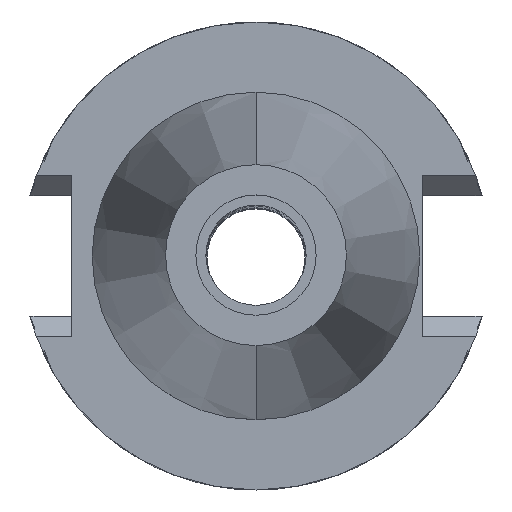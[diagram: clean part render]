
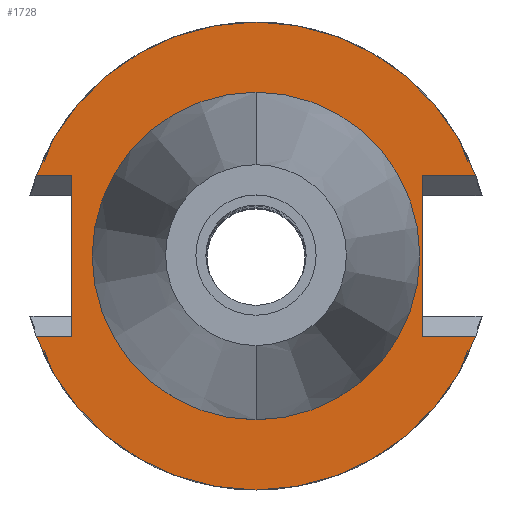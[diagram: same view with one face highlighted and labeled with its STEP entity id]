
A CAD part, top view. The second image highlights one B-rep face of the part: STEP entity #1728.
In plain terms, the highlighted planar face has unit normal (0, 0, 1).
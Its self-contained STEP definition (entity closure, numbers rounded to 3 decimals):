
#10 = EDGE_CURVE ( 'NONE', #1035, #2472, #235, .T. ) ;
#62 = CARTESIAN_POINT ( 'NONE',  ( 0., 22.225, -1. ) ) ;
#85 = CARTESIAN_POINT ( 'NONE',  ( 0., 0., -1. ) ) ;
#96 = CARTESIAN_POINT ( 'NONE',  ( 22.57, 10.89, -1. ) ) ;
#113 = CARTESIAN_POINT ( 'NONE',  ( 0., 0., -1. ) ) ;
#124 = ORIENTED_EDGE ( 'NONE', *, *, #1646, .T. ) ;
#235 = LINE ( 'NONE', #1729, #358 ) ;
#290 = CARTESIAN_POINT ( 'NONE',  ( 0., 0., -1. ) ) ;
#343 = CARTESIAN_POINT ( 'NONE',  ( 29.824, 10.89, -1. ) ) ;
#345 = ORIENTED_EDGE ( 'NONE', *, *, #3186, .F. ) ;
#346 = CARTESIAN_POINT ( 'NONE',  ( 22.57, -10.89, -1. ) ) ;
#356 = LINE ( 'NONE', #2436, #1917 ) ;
#358 = VECTOR ( 'NONE', #452, 1000. ) ;
#389 = DIRECTION ( 'NONE',  ( 0., 1., 0. ) ) ;
#452 = DIRECTION ( 'NONE',  ( 0., -1., 0. ) ) ;
#454 = AXIS2_PLACEMENT_3D ( 'NONE', #85, #819, #389 ) ;
#457 = EDGE_CURVE ( 'NONE', #2472, #2430, #356, .T. ) ;
#500 = CARTESIAN_POINT ( 'NONE',  ( -24.98, 10.89, -1. ) ) ;
#560 = LINE ( 'NONE', #1836, #2764 ) ;
#604 = EDGE_CURVE ( 'NONE', #2430, #687, #2520, .T. ) ;
#628 = EDGE_CURVE ( 'NONE', #1656, #2614, #1344, .T. ) ;
#687 = VERTEX_POINT ( 'NONE', #1960 ) ;
#695 = CARTESIAN_POINT ( 'NONE',  ( 0., 0., -1. ) ) ;
#713 = EDGE_CURVE ( 'NONE', #2859, #2474, #758, .T. ) ;
#758 = LINE ( 'NONE', #2261, #2085 ) ;
#819 = DIRECTION ( 'NONE',  ( 0., 0., -1. ) ) ;
#830 = ORIENTED_EDGE ( 'NONE', *, *, #2146, .T. ) ;
#970 = VERTEX_POINT ( 'NONE', #1653 ) ;
#1006 = DIRECTION ( 'NONE',  ( -1., 0., 0. ) ) ;
#1035 = VERTEX_POINT ( 'NONE', #96 ) ;
#1038 = EDGE_CURVE ( 'NONE', #2614, #1656, #1285, .T. ) ;
#1229 = CARTESIAN_POINT ( 'NONE',  ( -24.98, 10.89, -1. ) ) ;
#1238 = DIRECTION ( 'NONE',  ( 0., 1., 0. ) ) ;
#1240 = AXIS2_PLACEMENT_3D ( 'NONE', #695, #1473, #1757 ) ;
#1247 = AXIS2_PLACEMENT_3D ( 'NONE', #1711, #3000, #1238 ) ;
#1285 = CIRCLE ( 'NONE', #2283, 22.225 ) ;
#1327 = FACE_OUTER_BOUND ( 'NONE', #1954, .T. ) ;
#1338 = CARTESIAN_POINT ( 'NONE',  ( -24.98, -10.89, -1. ) ) ;
#1341 = ORIENTED_EDGE ( 'NONE', *, *, #10, .F. ) ;
#1344 = CIRCLE ( 'NONE', #1247, 22.225 ) ;
#1368 = CARTESIAN_POINT ( 'NONE',  ( 29.824, -10.89, -1. ) ) ;
#1473 = DIRECTION ( 'NONE',  ( 0., 0., -1. ) ) ;
#1528 = PLANE ( 'NONE',  #3194 ) ;
#1557 = DIRECTION ( 'NONE',  ( -1., 0., 0. ) ) ;
#1594 = FACE_BOUND ( 'NONE', #1935, .T. ) ;
#1614 = DIRECTION ( 'NONE',  ( 0., -1., 0. ) ) ;
#1635 = ORIENTED_EDGE ( 'NONE', *, *, #628, .F. ) ;
#1646 = EDGE_CURVE ( 'NONE', #970, #687, #1838, .T. ) ;
#1653 = CARTESIAN_POINT ( 'NONE',  ( -24.98, -10.89, -1. ) ) ;
#1656 = VERTEX_POINT ( 'NONE', #62 ) ;
#1711 = CARTESIAN_POINT ( 'NONE',  ( 0., 0., -1. ) ) ;
#1728 = ADVANCED_FACE ( 'NONE', ( #1327, #1594 ), #1528, .F. ) ;
#1729 = CARTESIAN_POINT ( 'NONE',  ( 22.57, 10.89, -1. ) ) ;
#1738 = VECTOR ( 'NONE', #2443, 1000. ) ;
#1757 = DIRECTION ( 'NONE',  ( 0., -1., 0. ) ) ;
#1836 = CARTESIAN_POINT ( 'NONE',  ( 22.57, 10.89, -1. ) ) ;
#1838 = LINE ( 'NONE', #1338, #2008 ) ;
#1907 = CARTESIAN_POINT ( 'NONE',  ( -29.824, 10.89, -1. ) ) ;
#1917 = VECTOR ( 'NONE', #2418, 1000. ) ;
#1935 = EDGE_LOOP ( 'NONE', ( #1635, #2435 ) ) ;
#1954 = EDGE_LOOP ( 'NONE', ( #830, #345, #2785, #2961, #124, #2327, #3113, #1341 ) ) ;
#1960 = CARTESIAN_POINT ( 'NONE',  ( -29.824, -10.89, -1. ) ) ;
#2008 = VECTOR ( 'NONE', #1557, 1000. ) ;
#2023 = DIRECTION ( 'NONE',  ( 1., 0., 0. ) ) ;
#2071 = DIRECTION ( 'NONE',  ( 0., 0., -1. ) ) ;
#2085 = VECTOR ( 'NONE', #1006, 1000. ) ;
#2146 = EDGE_CURVE ( 'NONE', #1035, #2361, #560, .T. ) ;
#2261 = CARTESIAN_POINT ( 'NONE',  ( -24.98, 10.89, -1. ) ) ;
#2283 = AXIS2_PLACEMENT_3D ( 'NONE', #113, #3215, #1614 ) ;
#2327 = ORIENTED_EDGE ( 'NONE', *, *, #604, .F. ) ;
#2361 = VERTEX_POINT ( 'NONE', #343 ) ;
#2418 = DIRECTION ( 'NONE',  ( 1., 0., 0. ) ) ;
#2430 = VERTEX_POINT ( 'NONE', #1368 ) ;
#2435 = ORIENTED_EDGE ( 'NONE', *, *, #1038, .F. ) ;
#2436 = CARTESIAN_POINT ( 'NONE',  ( 22.57, -10.89, -1. ) ) ;
#2443 = DIRECTION ( 'NONE',  ( 0., -1., 0. ) ) ;
#2466 = CIRCLE ( 'NONE', #454, 31.75 ) ;
#2472 = VERTEX_POINT ( 'NONE', #346 ) ;
#2474 = VERTEX_POINT ( 'NONE', #1907 ) ;
#2520 = CIRCLE ( 'NONE', #1240, 31.75 ) ;
#2614 = VERTEX_POINT ( 'NONE', #2950 ) ;
#2704 = EDGE_CURVE ( 'NONE', #2859, #970, #3291, .T. ) ;
#2764 = VECTOR ( 'NONE', #2023, 1000. ) ;
#2785 = ORIENTED_EDGE ( 'NONE', *, *, #713, .F. ) ;
#2859 = VERTEX_POINT ( 'NONE', #500 ) ;
#2950 = CARTESIAN_POINT ( 'NONE',  ( 0., -22.225, -1. ) ) ;
#2961 = ORIENTED_EDGE ( 'NONE', *, *, #2704, .T. ) ;
#3000 = DIRECTION ( 'NONE',  ( 0., 0., 1. ) ) ;
#3108 = DIRECTION ( 'NONE',  ( 0., -1., 0. ) ) ;
#3113 = ORIENTED_EDGE ( 'NONE', *, *, #457, .F. ) ;
#3186 = EDGE_CURVE ( 'NONE', #2474, #2361, #2466, .T. ) ;
#3194 = AXIS2_PLACEMENT_3D ( 'NONE', #290, #2071, #3108 ) ;
#3215 = DIRECTION ( 'NONE',  ( 0., 0., 1. ) ) ;
#3291 = LINE ( 'NONE', #1229, #1738 ) ;
